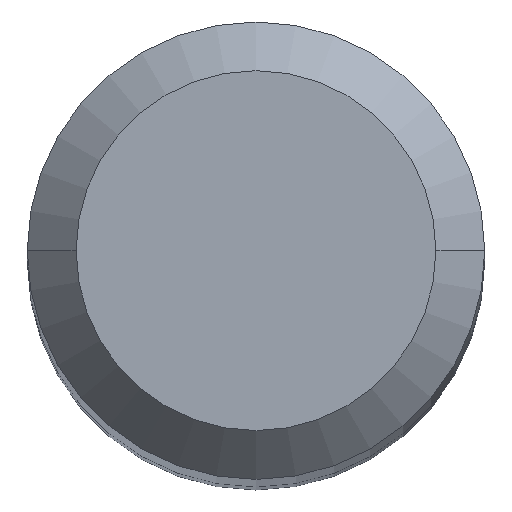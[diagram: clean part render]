
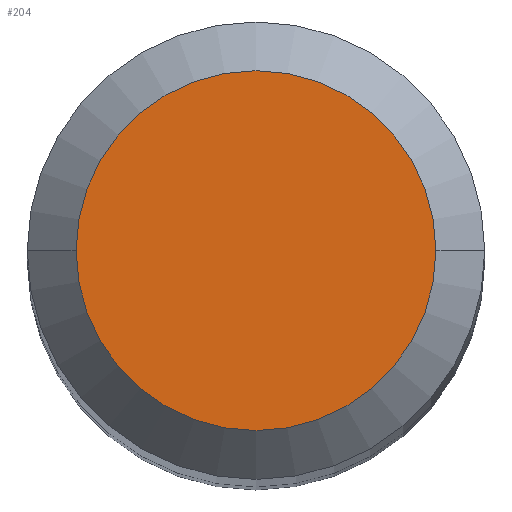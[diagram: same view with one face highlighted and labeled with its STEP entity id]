
A CAD part, top view. The second image highlights one B-rep face of the part: STEP entity #204.
In plain terms, the highlighted planar face has unit normal (0, 0, 1).
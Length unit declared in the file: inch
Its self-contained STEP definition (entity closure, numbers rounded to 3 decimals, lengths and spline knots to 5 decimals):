
#26 = CIRCLE ( 'NONE', #378, 0.07375 ) ;
#29 = VERTEX_POINT ( 'NONE', #68 ) ;
#48 = VERTEX_POINT ( 'NONE', #170 ) ;
#58 = AXIS2_PLACEMENT_3D ( 'NONE', #389, #127, #334 ) ;
#63 = ORIENTED_EDGE ( 'NONE', *, *, #349, .T. ) ;
#68 = CARTESIAN_POINT ( 'NONE',  ( -0.07375, 0., 0. ) ) ;
#81 = CARTESIAN_POINT ( 'NONE',  ( 0., 0., 0. ) ) ;
#119 = PLANE ( 'NONE',  #353 ) ;
#126 = EDGE_CURVE ( 'NONE', #48, #29, #26, .T. ) ;
#127 = DIRECTION ( 'NONE',  ( 0., 0., 1. ) ) ;
#170 = CARTESIAN_POINT ( 'NONE',  ( 0.07375, 0., 0. ) ) ;
#204 = ADVANCED_FACE ( 'NONE', ( #262 ), #119, .F. ) ;
#205 = DIRECTION ( 'NONE',  ( 0., 0., -1. ) ) ;
#207 = DIRECTION ( 'NONE',  ( 1., 0., 0. ) ) ;
#211 = DIRECTION ( 'NONE',  ( 0., 0., 1. ) ) ;
#262 = FACE_OUTER_BOUND ( 'NONE', #279, .T. ) ;
#279 = EDGE_LOOP ( 'NONE', ( #63, #304 ) ) ;
#296 = CIRCLE ( 'NONE', #58, 0.07375 ) ;
#304 = ORIENTED_EDGE ( 'NONE', *, *, #126, .T. ) ;
#319 = DIRECTION ( 'NONE',  ( -1., 0., 0. ) ) ;
#334 = DIRECTION ( 'NONE',  ( 1., 0., 0. ) ) ;
#349 = EDGE_CURVE ( 'NONE', #29, #48, #296, .T. ) ;
#353 = AXIS2_PLACEMENT_3D ( 'NONE', #381, #205, #319 ) ;
#378 = AXIS2_PLACEMENT_3D ( 'NONE', #81, #211, #207 ) ;
#381 = CARTESIAN_POINT ( 'NONE',  ( 0., 0.07375, 0. ) ) ;
#389 = CARTESIAN_POINT ( 'NONE',  ( 0., 0., 0. ) ) ;
